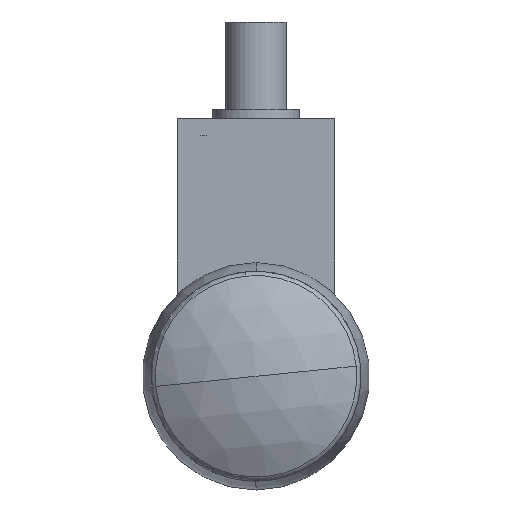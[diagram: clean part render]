
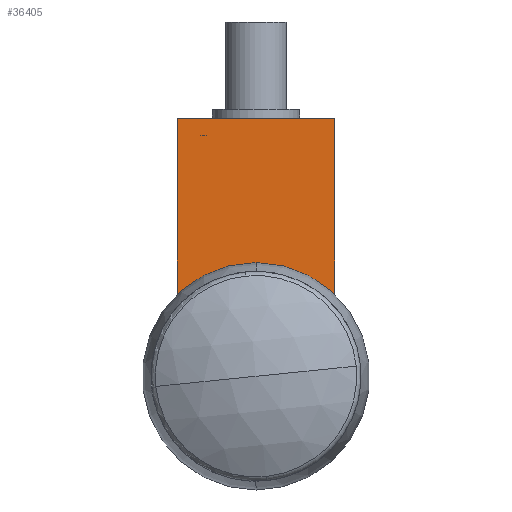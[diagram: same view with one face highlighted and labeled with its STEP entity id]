
A CAD part, left-side view. The second image highlights one B-rep face of the part: STEP entity #36405.
In plain terms, the highlighted planar face has unit normal (-1, 0, 0).
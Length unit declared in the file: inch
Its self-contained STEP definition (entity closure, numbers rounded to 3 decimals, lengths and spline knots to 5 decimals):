
#36146 = VERTEX_POINT ( 'NONE', #40048 ) ;
#36201 = EDGE_CURVE ( 'NONE', #36243, #36210, #40376, .T. ) ;
#36210 = VERTEX_POINT ( 'NONE', #40352 ) ;
#36218 = EDGE_CURVE ( 'NONE', #36146, #36416, #40431, .T. ) ;
#36243 = VERTEX_POINT ( 'NONE', #40549 ) ;
#36256 = EDGE_LOOP ( 'NONE', ( #36272, #36273, #36266, #36394 ) ) ;
#36266 = ORIENTED_EDGE ( 'NONE', *, *, #36268, .F. ) ;
#36268 = EDGE_CURVE ( 'NONE', #36243, #36146, #40633, .T. ) ;
#36272 = ORIENTED_EDGE ( 'NONE', *, *, #36374, .T. ) ;
#36273 = ORIENTED_EDGE ( 'NONE', *, *, #36218, .F. ) ;
#36374 = EDGE_CURVE ( 'NONE', #36210, #36416, #40942, .T. ) ;
#36394 = ORIENTED_EDGE ( 'NONE', *, *, #36201, .T. ) ;
#36405 = ADVANCED_FACE ( 'NONE', ( #40956 ), #41029, .F. ) ;
#36416 = VERTEX_POINT ( 'NONE', #41098 ) ;
#40048 = CARTESIAN_POINT ( 'NONE',  ( 0.46427, 0.00019, -0.15177 ) ) ;
#40352 = CARTESIAN_POINT ( 'NONE',  ( 0.46427, -0.70847, 0.63564 ) ) ;
#40363 = DIRECTION ( 'NONE',  ( 0., 0., 1. ) ) ;
#40365 = VECTOR ( 'NONE', #40363, 39.37008 ) ;
#40366 = CARTESIAN_POINT ( 'NONE',  ( 0.46427, -0.70847, -0.15177 ) ) ;
#40376 = LINE ( 'NONE', #40366, #40365 ) ;
#40427 = DIRECTION ( 'NONE',  ( 0., 0., 1. ) ) ;
#40428 = VECTOR ( 'NONE', #40427, 39.37008 ) ;
#40429 = CARTESIAN_POINT ( 'NONE',  ( 0.46427, 0.00019, -0.15177 ) ) ;
#40431 = LINE ( 'NONE', #40429, #40428 ) ;
#40549 = CARTESIAN_POINT ( 'NONE',  ( 0.46427, -0.70847, -0.15177 ) ) ;
#40630 = DIRECTION ( 'NONE',  ( 0., 1., 0. ) ) ;
#40631 = VECTOR ( 'NONE', #40630, 39.37008 ) ;
#40632 = CARTESIAN_POINT ( 'NONE',  ( 0.46427, 0.00019, -0.15177 ) ) ;
#40633 = LINE ( 'NONE', #40632, #40631 ) ;
#40939 = DIRECTION ( 'NONE',  ( 0., 1., 0. ) ) ;
#40940 = VECTOR ( 'NONE', #40939, 39.37008 ) ;
#40941 = CARTESIAN_POINT ( 'NONE',  ( 0.46427, 0.00019, 0.63564 ) ) ;
#40942 = LINE ( 'NONE', #40941, #40940 ) ;
#40956 = FACE_OUTER_BOUND ( 'NONE', #36256, .T. ) ;
#41021 = DIRECTION ( 'NONE',  ( 0., -1., 0. ) ) ;
#41023 = DIRECTION ( 'NONE',  ( 1., 0., 0. ) ) ;
#41025 = CARTESIAN_POINT ( 'NONE',  ( 0.46427, 0.00019, -0.15177 ) ) ;
#41027 = AXIS2_PLACEMENT_3D ( 'NONE', #41025, #41023, #41021 ) ;
#41029 = PLANE ( 'NONE',  #41027 ) ;
#41098 = CARTESIAN_POINT ( 'NONE',  ( 0.46427, 0.00019, 0.63564 ) ) ;
